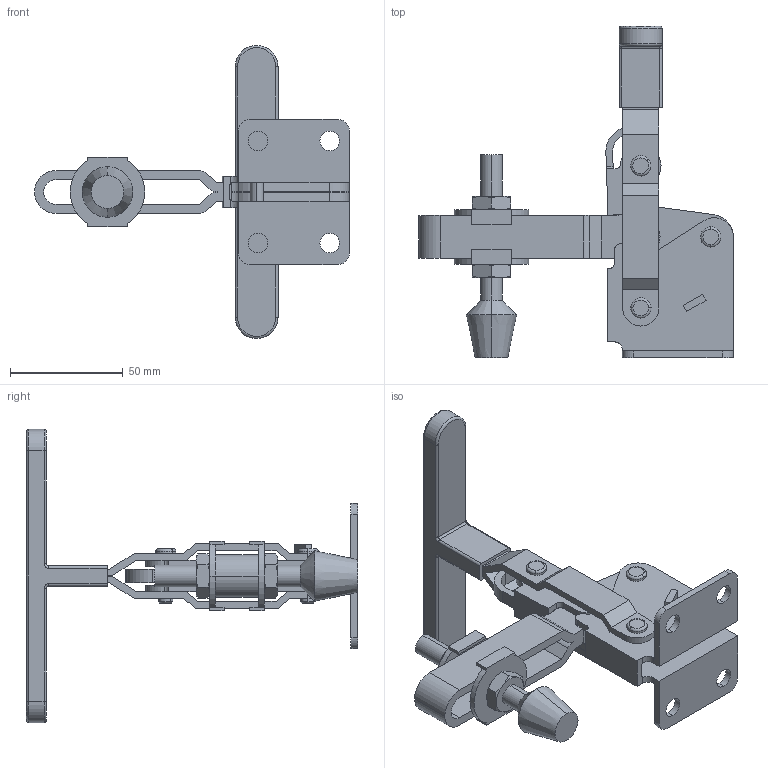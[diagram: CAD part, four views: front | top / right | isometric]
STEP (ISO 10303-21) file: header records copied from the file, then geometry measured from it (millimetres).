
FILE_DESCRIPTION (( 'STEP AP214' ), '1' );
FILE_NAME ('GH-12285(Â²¤Æ).STEP', '2020-05-04T06:21:21', ( 'LinWei' ), ( '' ), 'SwSTEP 2.0', 'SolidWorks 2016', '' );
FILE_SCHEMA (( 'AUTOMOTIVE_DESIGN' ));
Length unit declared in the file: millimetre
Products named in the file (6): Group2^GH-12285(簡化); Group5^GH-12285(簡化); 11226508-1-1^GH-12285(簡化); GH-12285(簡化); Group4^GH-12275(簡化)-1; Group1^GH-12300(簡化)-1
Assembly tree (5 placements, depth 2):
  GH-12285(簡化)
    11226508-1-1^GH-12285(簡化)
    Group5^GH-12285(簡化)
    Group2^GH-12285(簡化)
    Group1^GH-12300(簡化)-1
    Group4^GH-12275(簡化)-1
Bounding box: 139.5 x 146.8 x 130 mm (x, y, z)
Volume: 108299.4 mm3; surface area: 62573.3 mm2
Topology: 5 solids, 5 shells, 332 faces, 847 edges, 542 vertices
Faces by surface type: plane 151, cylinder 129, cone 36, torus 16
Entity records: 11539 total; most frequent: CARTESIAN_POINT 2015, DIRECTION 1789, ORIENTED_EDGE 1694, EDGE_CURVE 847, AXIS2_PLACEMENT_3D 656, VERTEX_POINT 542, LINE 477, VECTOR 477
